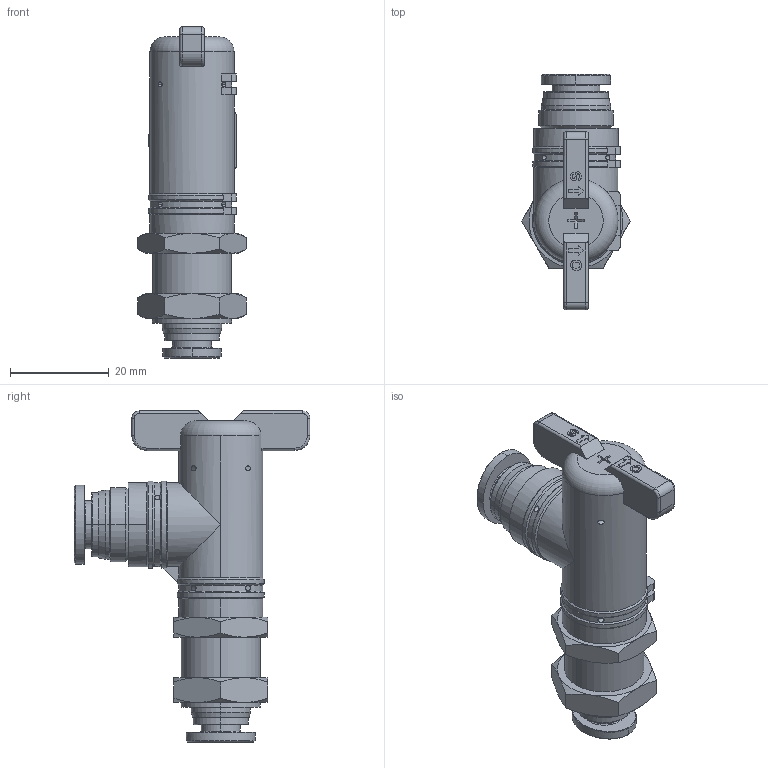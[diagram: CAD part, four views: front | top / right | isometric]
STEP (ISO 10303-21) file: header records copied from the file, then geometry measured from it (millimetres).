
FILE_DESCRIPTION((''),'2;1');
FILE_NAME('BLM200806-mdt.stp','2017-07-24T19:17:48',(''),(''),'Mechanical Desktop 2009','Mechanical Desktop 2009',', , ');
FILE_SCHEMA(('CONFIG_CONTROL_DESIGN'));
Length unit declared in the file: millimetre
Products named in the file (9): BLM200806-MDTA; BLM200806-MDT; BOLT-M3; FFF; COLLAR-06C; BC8-20; COLLAR-08C; BC6-20; HA
Assembly tree (10 placements, depth 3):
  BLM200806-MDTA
    BLM200806-MDT
    BOLT-M3
    FFF
      COLLAR-06C
    BC8-20
      COLLAR-08C
    BC6-20  x2
      COLLAR-06C
    HA
Bounding box: 21.94 x 47.65 x 67.15 mm (x, y, z)
Volume: 18407.7 mm3; surface area: 7234.1 mm2
Topology: 1 solids, 4 shells, 438 faces, 1110 edges, 705 vertices
Faces by surface type: plane 243, cylinder 112, cone 54, torus 18, bspline 11
Entity records: 15262 total; most frequent: CARTESIAN_POINT 4694, ORIENTED_EDGE 2216, DIRECTION 2103, EDGE_CURVE 1108, AXIS2_PLACEMENT_3D 708, VERTEX_POINT 705, VECTOR 687, LINE 687
